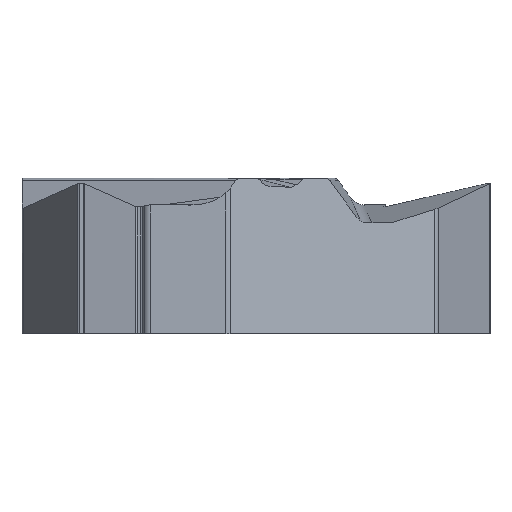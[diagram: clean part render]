
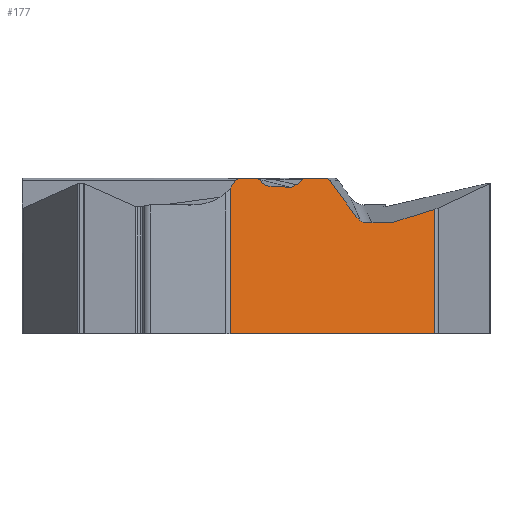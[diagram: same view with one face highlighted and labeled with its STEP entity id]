
A CAD part, front view. The second image highlights one B-rep face of the part: STEP entity #177.
In plain terms, the highlighted planar face has unit normal (0.5, -0.866, 0).
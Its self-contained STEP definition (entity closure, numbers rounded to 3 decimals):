
#177=ADVANCED_FACE('',(#319),#271,.F.);
#271=PLANE('',#1977);
#319=FACE_OUTER_BOUND('',#417,.T.);
#417=EDGE_LOOP('',(#646,#647,#648,#649,#650,#651,#652,#653,#654,#655,#656,
#657,#658,#659,#660,#661,#662,#663,#664,#665));
#528=ELLIPSE('',#1971,0.348,0.33);
#529=ELLIPSE('',#1972,0.404,0.33);
#530=ELLIPSE('',#1973,0.177,0.15);
#531=ELLIPSE('',#1974,0.167,0.15);
#532=ELLIPSE('',#1975,0.15,0.15);
#533=ELLIPSE('',#1976,0.17,0.15);
#646=ORIENTED_EDGE('',*,*,#1352,.F.);
#647=ORIENTED_EDGE('',*,*,#1353,.T.);
#648=ORIENTED_EDGE('',*,*,#1354,.T.);
#649=ORIENTED_EDGE('',*,*,#1355,.T.);
#650=ORIENTED_EDGE('',*,*,#1356,.F.);
#651=ORIENTED_EDGE('',*,*,#1357,.T.);
#652=ORIENTED_EDGE('',*,*,#1358,.T.);
#653=ORIENTED_EDGE('',*,*,#1359,.F.);
#654=ORIENTED_EDGE('',*,*,#1360,.F.);
#655=ORIENTED_EDGE('',*,*,#1361,.F.);
#656=ORIENTED_EDGE('',*,*,#1362,.T.);
#657=ORIENTED_EDGE('',*,*,#1363,.T.);
#658=ORIENTED_EDGE('',*,*,#1364,.T.);
#659=ORIENTED_EDGE('',*,*,#1365,.T.);
#660=ORIENTED_EDGE('',*,*,#1366,.T.);
#661=ORIENTED_EDGE('',*,*,#1367,.F.);
#662=ORIENTED_EDGE('',*,*,#1368,.F.);
#663=ORIENTED_EDGE('',*,*,#1369,.F.);
#664=ORIENTED_EDGE('',*,*,#1370,.T.);
#665=ORIENTED_EDGE('',*,*,#1371,.T.);
#1162=VERTEX_POINT('',#3319);
#1163=VERTEX_POINT('',#3320);
#1164=VERTEX_POINT('',#3322);
#1165=VERTEX_POINT('',#3324);
#1166=VERTEX_POINT('',#3326);
#1167=VERTEX_POINT('',#3328);
#1168=VERTEX_POINT('',#3330);
#1169=VERTEX_POINT('',#3332);
#1170=VERTEX_POINT('',#3334);
#1171=VERTEX_POINT('',#3336);
#1172=VERTEX_POINT('',#3338);
#1173=VERTEX_POINT('',#3340);
#1174=VERTEX_POINT('',#3351);
#1175=VERTEX_POINT('',#3353);
#1176=VERTEX_POINT('',#3367);
#1177=VERTEX_POINT('',#3369);
#1178=VERTEX_POINT('',#3371);
#1179=VERTEX_POINT('',#3373);
#1180=VERTEX_POINT('',#3375);
#1181=VERTEX_POINT('',#3377);
#1352=EDGE_CURVE('',#1162,#1163,#1591,.T.);
#1353=EDGE_CURVE('',#1162,#1164,#1592,.T.);
#1354=EDGE_CURVE('',#1164,#1165,#1593,.T.);
#1355=EDGE_CURVE('',#1165,#1166,#528,.T.);
#1356=EDGE_CURVE('',#1167,#1166,#1594,.T.);
#1357=EDGE_CURVE('',#1167,#1168,#529,.T.);
#1358=EDGE_CURVE('',#1168,#1169,#1595,.T.);
#1359=EDGE_CURVE('',#1170,#1169,#530,.T.);
#1360=EDGE_CURVE('',#1171,#1170,#1596,.T.);
#1361=EDGE_CURVE('',#1172,#1171,#531,.T.);
#1362=EDGE_CURVE('',#1172,#1173,#1597,.T.);
#1363=EDGE_CURVE('',#1173,#1174,#1890,.T.);
#1364=EDGE_CURVE('',#1174,#1175,#1598,.T.);
#1365=EDGE_CURVE('',#1175,#1176,#1891,.T.);
#1366=EDGE_CURVE('',#1176,#1177,#1599,.T.);
#1367=EDGE_CURVE('',#1178,#1177,#532,.T.);
#1368=EDGE_CURVE('',#1179,#1178,#1600,.T.);
#1369=EDGE_CURVE('',#1180,#1179,#533,.T.);
#1370=EDGE_CURVE('',#1180,#1181,#1601,.T.);
#1371=EDGE_CURVE('',#1181,#1163,#1602,.T.);
#1591=LINE('',#3318,#1756);
#1592=LINE('',#3321,#1757);
#1593=LINE('',#3323,#1758);
#1594=LINE('',#3327,#1759);
#1595=LINE('',#3331,#1760);
#1596=LINE('',#3335,#1761);
#1597=LINE('',#3339,#1762);
#1598=LINE('',#3352,#1763);
#1599=LINE('',#3368,#1764);
#1600=LINE('',#3372,#1765);
#1601=LINE('',#3376,#1766);
#1602=LINE('',#3378,#1767);
#1756=VECTOR('',#2256,1.);
#1757=VECTOR('',#2257,1.);
#1758=VECTOR('',#2258,1.);
#1759=VECTOR('',#2261,1.);
#1760=VECTOR('',#2264,1.);
#1761=VECTOR('',#2267,1.);
#1762=VECTOR('',#2270,1.);
#1763=VECTOR('',#2271,1.);
#1764=VECTOR('',#2272,1.);
#1765=VECTOR('',#2275,1.);
#1766=VECTOR('',#2278,1.);
#1767=VECTOR('',#2279,1.);
#1890=B_SPLINE_CURVE_WITH_KNOTS('',3,(#3341,#3342,#3343,#3344,#3345,#3346,
#3347,#3348,#3349,#3350),.UNSPECIFIED.,.F.,.F.,(4,3,3,4),(0.,0.474,
0.706,1.),.UNSPECIFIED.);
#1891=B_SPLINE_CURVE_WITH_KNOTS('',3,(#3354,#3355,#3356,#3357,#3358,#3359,
#3360,#3361,#3362,#3363,#3364,#3365,#3366),.UNSPECIFIED.,.F.,.F.,(4,3,3,
3,4),(0.,0.25,0.499,0.746,1.),
 .UNSPECIFIED.);
#1971=AXIS2_PLACEMENT_3D('',#3325,#2259,#2260);
#1972=AXIS2_PLACEMENT_3D('',#3329,#2262,#2263);
#1973=AXIS2_PLACEMENT_3D('',#3333,#2265,#2266);
#1974=AXIS2_PLACEMENT_3D('',#3337,#2268,#2269);
#1975=AXIS2_PLACEMENT_3D('',#3370,#2273,#2274);
#1976=AXIS2_PLACEMENT_3D('',#3374,#2276,#2277);
#1977=AXIS2_PLACEMENT_3D('',#3379,#2280,#2281);
#2256=DIRECTION('',(-0.866,-0.5,0.));
#2257=DIRECTION('',(0.,0.,1.));
#2258=DIRECTION('',(-0.837,-0.483,-0.259));
#2259=DIRECTION('',(-0.5,0.866,0.));
#2260=DIRECTION('',(-0.837,-0.483,-0.259));
#2261=DIRECTION('',(0.866,0.5,0.));
#2262=DIRECTION('',(-0.5,0.866,0.));
#2263=DIRECTION('',(-0.859,-0.496,0.124));
#2264=DIRECTION('',(-0.563,-0.325,0.759));
#2265=DIRECTION('',(-0.5,0.866,0.));
#2266=DIRECTION('',(0.866,0.5,0.));
#2267=DIRECTION('',(0.866,0.5,0.));
#2268=DIRECTION('',(-0.5,0.866,0.));
#2269=DIRECTION('',(-0.866,-0.5,0.));
#2270=DIRECTION('',(-0.687,-0.397,-0.608));
#2271=DIRECTION('',(-0.865,-0.499,0.049));
#2272=DIRECTION('',(-0.656,-0.378,0.653));
#2273=DIRECTION('',(-0.5,0.866,0.));
#2274=DIRECTION('',(0.866,0.5,0.));
#2275=DIRECTION('',(0.866,0.5,0.));
#2276=DIRECTION('',(-0.5,0.866,0.));
#2277=DIRECTION('',(0.866,0.5,0.));
#2278=DIRECTION('',(-0.55,-0.318,-0.772));
#2279=DIRECTION('',(0.,0.,-1.));
#2280=DIRECTION('',(-0.5,0.866,0.));
#2281=DIRECTION('',(-0.866,-0.5,0.));
#3318=CARTESIAN_POINT('',(8.733,-0.457,-3.97));
#3319=CARTESIAN_POINT('',(6.359,-1.828,-3.97));
#3320=CARTESIAN_POINT('',(0.855,-5.006,-3.97));
#3321=CARTESIAN_POINT('',(6.359,-1.828,0.08));
#3322=CARTESIAN_POINT('',(6.359,-1.828,-0.619));
#3323=CARTESIAN_POINT('',(-3.128,-7.305,-3.554));
#3324=CARTESIAN_POINT('',(5.231,-2.479,-0.967));
#3325=CARTESIAN_POINT('',(5.157,-2.522,-0.649));
#3326=CARTESIAN_POINT('',(5.149,-2.526,-0.98));
#3327=CARTESIAN_POINT('',(-3.971,-7.792,-0.98));
#3328=CARTESIAN_POINT('',(4.559,-2.867,-0.98));
#3329=CARTESIAN_POINT('',(4.541,-2.877,-0.649));
#3330=CARTESIAN_POINT('',(4.26,-3.04,-0.83));
#3331=CARTESIAN_POINT('',(0.386,-5.276,4.39));
#3332=CARTESIAN_POINT('',(3.526,-3.463,0.158));
#3333=CARTESIAN_POINT('',(3.402,-3.535,0.07));
#3334=CARTESIAN_POINT('',(3.402,-3.535,0.22));
#3335=CARTESIAN_POINT('',(-3.971,-7.792,0.22));
#3336=CARTESIAN_POINT('',(2.884,-3.834,0.22));
#3337=CARTESIAN_POINT('',(2.884,-3.834,0.07));
#3338=CARTESIAN_POINT('',(2.79,-3.888,0.184));
#3339=CARTESIAN_POINT('',(-1.514,-6.373,-3.623));
#3340=CARTESIAN_POINT('',(2.626,-3.983,0.039));
#3341=CARTESIAN_POINT('',(2.626,-3.983,0.039));
#3342=CARTESIAN_POINT('',(2.603,-3.996,0.019));
#3343=CARTESIAN_POINT('',(2.577,-4.011,0.003));
#3344=CARTESIAN_POINT('',(2.55,-4.027,-0.007));
#3345=CARTESIAN_POINT('',(2.536,-4.035,-0.012));
#3346=CARTESIAN_POINT('',(2.522,-4.043,-0.016));
#3347=CARTESIAN_POINT('',(2.508,-4.051,-0.018));
#3348=CARTESIAN_POINT('',(2.49,-4.061,-0.022));
#3349=CARTESIAN_POINT('',(2.472,-4.072,-0.023));
#3350=CARTESIAN_POINT('',(2.454,-4.082,-0.022));
#3351=CARTESIAN_POINT('',(2.454,-4.082,-0.022));
#3352=CARTESIAN_POINT('',(8.714,-0.468,-0.373));
#3353=CARTESIAN_POINT('',(1.894,-4.406,0.01));
#3354=CARTESIAN_POINT('',(1.894,-4.406,0.01));
#3355=CARTESIAN_POINT('',(1.878,-4.415,0.011));
#3356=CARTESIAN_POINT('',(1.863,-4.424,0.013));
#3357=CARTESIAN_POINT('',(1.847,-4.433,0.017));
#3358=CARTESIAN_POINT('',(1.832,-4.442,0.021));
#3359=CARTESIAN_POINT('',(1.817,-4.45,0.026));
#3360=CARTESIAN_POINT('',(1.802,-4.459,0.033));
#3361=CARTESIAN_POINT('',(1.788,-4.467,0.04));
#3362=CARTESIAN_POINT('',(1.774,-4.475,0.048));
#3363=CARTESIAN_POINT('',(1.761,-4.483,0.057));
#3364=CARTESIAN_POINT('',(1.747,-4.491,0.067));
#3365=CARTESIAN_POINT('',(1.734,-4.498,0.078));
#3366=CARTESIAN_POINT('',(1.722,-4.505,0.09));
#3367=CARTESIAN_POINT('',(1.722,-4.505,0.09));
#3368=CARTESIAN_POINT('',(5.744,-2.183,-3.919));
#3369=CARTESIAN_POINT('',(1.628,-4.559,0.184));
#3370=CARTESIAN_POINT('',(1.543,-4.608,0.07));
#3371=CARTESIAN_POINT('',(1.543,-4.608,0.22));
#3372=CARTESIAN_POINT('',(8.733,-0.457,0.22));
#3373=CARTESIAN_POINT('',(1.118,-4.854,0.22));
#3374=CARTESIAN_POINT('',(1.118,-4.854,0.07));
#3375=CARTESIAN_POINT('',(0.999,-4.922,0.158));
#3376=CARTESIAN_POINT('',(4.089,-3.139,4.493));
#3377=CARTESIAN_POINT('',(0.855,-5.006,-0.044));
#3378=CARTESIAN_POINT('',(0.855,-5.006,0.08));
#3379=CARTESIAN_POINT('',(8.733,-0.457,0.08));
